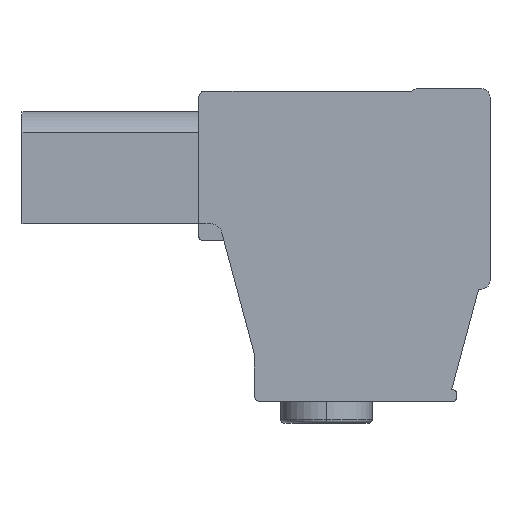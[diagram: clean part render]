
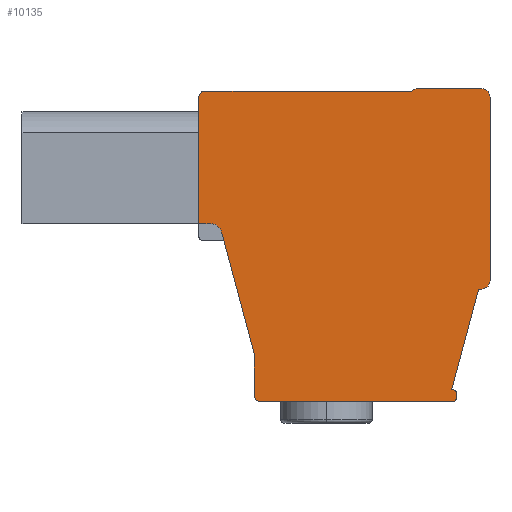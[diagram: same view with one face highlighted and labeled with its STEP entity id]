
A CAD part, front view. The second image highlights one B-rep face of the part: STEP entity #10135.
In plain terms, the highlighted planar face has unit normal (0, -1, 0).
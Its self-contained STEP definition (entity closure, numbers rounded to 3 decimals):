
#93=DIRECTION('',(0.,0.,1.));
#94=VECTOR('',#93,15.25);
#95=CARTESIAN_POINT('',(24.2,-101.44,-9.45));
#96=LINE('',#95,#94);
#265=CARTESIAN_POINT('',(23.5,-101.44,-9.45));
#266=DIRECTION('',(0.,1.,0.));
#267=DIRECTION('',(1.,0.,0.));
#268=AXIS2_PLACEMENT_3D('',#265,#266,#267);
#270=DIRECTION('',(-1.,0.,0.));
#271=VECTOR('',#270,0.25);
#272=CARTESIAN_POINT('',(23.5,-101.44,-10.15));
#273=LINE('',#272,#271);
#274=DIRECTION('',(-0.259,0.,-0.966));
#275=VECTOR('',#274,8.645);
#276=CARTESIAN_POINT('',(23.25,-101.44,-10.15));
#277=LINE('',#276,#275);
#278=DIRECTION('',(1.,0.,0.));
#279=VECTOR('',#278,0.087);
#280=CARTESIAN_POINT('',(21.013,-101.44,-18.5));
#281=LINE('',#280,#279);
#282=CARTESIAN_POINT('',(21.1,-101.44,-18.8));
#283=DIRECTION('',(0.,1.,0.));
#284=DIRECTION('',(0.,0.,1.));
#285=AXIS2_PLACEMENT_3D('',#282,#283,#284);
#287=DIRECTION('',(0.,0.,-1.));
#288=VECTOR('',#287,0.4);
#289=CARTESIAN_POINT('',(21.4,-101.44,-18.8));
#290=LINE('',#289,#288);
#291=CARTESIAN_POINT('',(21.1,-101.44,-19.2));
#292=DIRECTION('',(0.,1.,0.));
#293=DIRECTION('',(1.,0.,0.));
#294=AXIS2_PLACEMENT_3D('',#291,#292,#293);
#296=DIRECTION('',(-1.,0.,0.));
#297=VECTOR('',#296,16.);
#298=CARTESIAN_POINT('',(21.1,-101.44,-19.5));
#299=LINE('',#298,#297);
#300=CARTESIAN_POINT('',(5.1,-101.44,-19.));
#301=DIRECTION('',(0.,1.,0.));
#302=DIRECTION('',(0.,0.,-1.));
#303=AXIS2_PLACEMENT_3D('',#300,#301,#302);
#305=DIRECTION('',(0.,0.,1.));
#306=VECTOR('',#305,3.478);
#307=CARTESIAN_POINT('',(4.6,-101.44,-19.));
#308=LINE('',#307,#306);
#309=DIRECTION('',(-0.259,0.,0.966));
#310=VECTOR('',#309,10.436);
#311=CARTESIAN_POINT('',(4.6,-101.44,-15.522));
#312=LINE('',#311,#310);
#313=CARTESIAN_POINT('',(0.933,-101.44,-5.7));
#314=DIRECTION('',(0.,-1.,0.));
#315=DIRECTION('',(0.966,0.,0.259));
#316=AXIS2_PLACEMENT_3D('',#313,#314,#315);
#318=DIRECTION('',(-1.,0.,0.));
#319=VECTOR('',#318,0.933);
#320=CARTESIAN_POINT('',(0.933,-101.44,-4.7));
#321=LINE('',#320,#319);
#322=CARTESIAN_POINT('',(0.5,-101.44,5.8));
#323=DIRECTION('',(0.,1.,0.));
#324=DIRECTION('',(-1.,0.,0.));
#325=AXIS2_PLACEMENT_3D('',#322,#323,#324);
#327=DIRECTION('',(1.,0.,0.));
#328=VECTOR('',#327,17.204);
#329=CARTESIAN_POINT('',(0.5,-101.44,6.3));
#330=LINE('',#329,#328);
#331=DIRECTION('',(0.866,0.,0.5));
#332=VECTOR('',#331,0.4);
#333=CARTESIAN_POINT('',(17.704,-101.44,6.3));
#334=LINE('',#333,#332);
#335=DIRECTION('',(1.,0.,0.));
#336=VECTOR('',#335,5.45);
#337=CARTESIAN_POINT('',(18.05,-101.44,6.5));
#338=LINE('',#337,#336);
#339=CARTESIAN_POINT('',(23.5,-101.44,5.8));
#340=DIRECTION('',(0.,1.,0.));
#341=DIRECTION('',(0.,0.,1.));
#342=AXIS2_PLACEMENT_3D('',#339,#340,#341);
#711=DIRECTION('',(0.,0.,-1.));
#712=VECTOR('',#711,10.5);
#713=CARTESIAN_POINT('',(0.,-101.44,5.8));
#714=LINE('',#713,#712);
#7842=CARTESIAN_POINT('',(24.2,-101.44,-9.45));
#7843=CARTESIAN_POINT('',(23.5,-101.44,-10.15));
#7844=VERTEX_POINT('',#7842);
#7845=VERTEX_POINT('',#7843);
#7846=CARTESIAN_POINT('',(23.25,-101.44,-10.15));
#7847=VERTEX_POINT('',#7846);
#7848=CARTESIAN_POINT('',(21.013,-101.44,-18.5));
#7849=VERTEX_POINT('',#7848);
#7850=CARTESIAN_POINT('',(21.1,-101.44,-18.5));
#7851=VERTEX_POINT('',#7850);
#7852=CARTESIAN_POINT('',(21.4,-101.44,-18.8));
#7853=VERTEX_POINT('',#7852);
#7854=CARTESIAN_POINT('',(21.4,-101.44,-19.2));
#7855=VERTEX_POINT('',#7854);
#7856=CARTESIAN_POINT('',(21.1,-101.44,-19.5));
#7857=VERTEX_POINT('',#7856);
#7858=CARTESIAN_POINT('',(5.1,-101.44,-19.5));
#7859=VERTEX_POINT('',#7858);
#7860=CARTESIAN_POINT('',(4.6,-101.44,-19.));
#7861=VERTEX_POINT('',#7860);
#7862=CARTESIAN_POINT('',(4.6,-101.44,-15.522));
#7863=VERTEX_POINT('',#7862);
#7864=CARTESIAN_POINT('',(1.899,-101.44,-5.441));
#7865=VERTEX_POINT('',#7864);
#7866=CARTESIAN_POINT('',(0.933,-101.44,-4.7));
#7867=VERTEX_POINT('',#7866);
#7868=CARTESIAN_POINT('',(0.,-101.44,5.8));
#7869=CARTESIAN_POINT('',(0.5,-101.44,6.3));
#7870=VERTEX_POINT('',#7868);
#7871=VERTEX_POINT('',#7869);
#7872=CARTESIAN_POINT('',(17.704,-101.44,6.3));
#7873=VERTEX_POINT('',#7872);
#7874=CARTESIAN_POINT('',(18.05,-101.44,6.5));
#7875=VERTEX_POINT('',#7874);
#7876=CARTESIAN_POINT('',(23.5,-101.44,6.5));
#7877=VERTEX_POINT('',#7876);
#7878=CARTESIAN_POINT('',(24.2,-101.44,5.8));
#7879=VERTEX_POINT('',#7878);
#7954=CARTESIAN_POINT('',(0.,-101.44,-4.7));
#7955=VERTEX_POINT('',#7954);
#10089=CARTESIAN_POINT('',(0.,-101.44,0.));
#10090=DIRECTION('',(0.,1.,0.));
#10091=DIRECTION('',(1.,0.,0.));
#10092=AXIS2_PLACEMENT_3D('',#10089,#10090,#10091);
#10093=PLANE('',#10092);
#10094=ORIENTED_EDGE('',*,*,#9979,.F.);
#10096=ORIENTED_EDGE('',*,*,#10095,.T.);
#10098=ORIENTED_EDGE('',*,*,#10097,.T.);
#10100=ORIENTED_EDGE('',*,*,#10099,.T.);
#10102=ORIENTED_EDGE('',*,*,#10101,.T.);
#10104=ORIENTED_EDGE('',*,*,#10103,.T.);
#10106=ORIENTED_EDGE('',*,*,#10105,.T.);
#10108=ORIENTED_EDGE('',*,*,#10107,.T.);
#10110=ORIENTED_EDGE('',*,*,#10109,.T.);
#10112=ORIENTED_EDGE('',*,*,#10111,.T.);
#10114=ORIENTED_EDGE('',*,*,#10113,.T.);
#10116=ORIENTED_EDGE('',*,*,#10115,.T.);
#10118=ORIENTED_EDGE('',*,*,#10117,.T.);
#10120=ORIENTED_EDGE('',*,*,#10119,.T.);
#10122=ORIENTED_EDGE('',*,*,#10121,.F.);
#10124=ORIENTED_EDGE('',*,*,#10123,.T.);
#10126=ORIENTED_EDGE('',*,*,#10125,.T.);
#10128=ORIENTED_EDGE('',*,*,#10127,.T.);
#10130=ORIENTED_EDGE('',*,*,#10129,.T.);
#10132=ORIENTED_EDGE('',*,*,#10131,.T.);
#10133=EDGE_LOOP('',(#10094,#10096,#10098,#10100,#10102,#10104,#10106,#10108,
#10110,#10112,#10114,#10116,#10118,#10120,#10122,#10124,#10126,#10128,#10130,
#10132));
#10134=FACE_OUTER_BOUND('',#10133,.F.);
#269=CIRCLE('',#268,0.7);
#286=CIRCLE('',#285,0.3);
#295=CIRCLE('',#294,0.3);
#304=CIRCLE('',#303,0.5);
#317=CIRCLE('',#316,1.);
#326=CIRCLE('',#325,0.5);
#343=CIRCLE('',#342,0.7);
#9979=EDGE_CURVE('',#7844,#7879,#96,.T.);
#10095=EDGE_CURVE('',#7844,#7845,#269,.T.);
#10097=EDGE_CURVE('',#7845,#7847,#273,.T.);
#10099=EDGE_CURVE('',#7847,#7849,#277,.T.);
#10101=EDGE_CURVE('',#7849,#7851,#281,.T.);
#10103=EDGE_CURVE('',#7851,#7853,#286,.T.);
#10105=EDGE_CURVE('',#7853,#7855,#290,.T.);
#10107=EDGE_CURVE('',#7855,#7857,#295,.T.);
#10109=EDGE_CURVE('',#7857,#7859,#299,.T.);
#10111=EDGE_CURVE('',#7859,#7861,#304,.T.);
#10113=EDGE_CURVE('',#7861,#7863,#308,.T.);
#10115=EDGE_CURVE('',#7863,#7865,#312,.T.);
#10117=EDGE_CURVE('',#7865,#7867,#317,.T.);
#10119=EDGE_CURVE('',#7867,#7955,#321,.T.);
#10121=EDGE_CURVE('',#7870,#7955,#714,.T.);
#10123=EDGE_CURVE('',#7870,#7871,#326,.T.);
#10125=EDGE_CURVE('',#7871,#7873,#330,.T.);
#10127=EDGE_CURVE('',#7873,#7875,#334,.T.);
#10129=EDGE_CURVE('',#7875,#7877,#338,.T.);
#10131=EDGE_CURVE('',#7877,#7879,#343,.T.);
#10135=ADVANCED_FACE('',(#10134),#10093,.F.);
